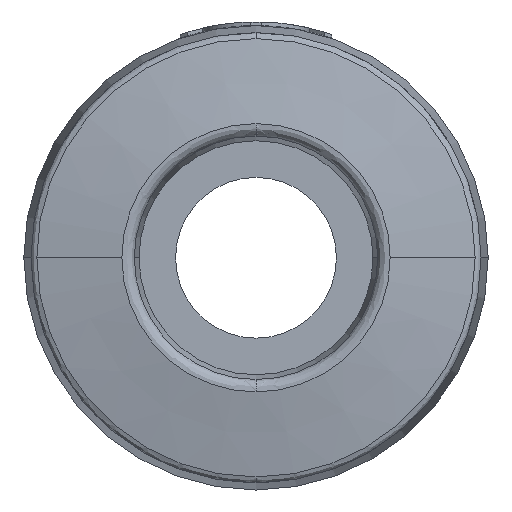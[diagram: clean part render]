
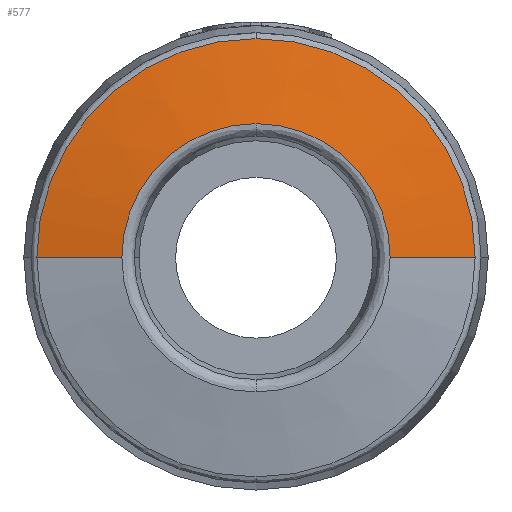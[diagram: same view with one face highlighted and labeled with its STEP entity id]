
A CAD part, left-side view. The second image highlights one B-rep face of the part: STEP entity #577.
In plain terms, the highlighted conical face has half-angle 80 degrees and reference radius 6.135 mm.
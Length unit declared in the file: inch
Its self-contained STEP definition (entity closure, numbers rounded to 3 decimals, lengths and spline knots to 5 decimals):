
#1 = EDGE_LOOP ( 'NONE', ( #4300, #2933, #445, #2023, #1191, #3475 ) ) ;
#79 = EDGE_CURVE ( 'NONE', #866, #3476, #3807, .T. ) ;
#154 = CONICAL_SURFACE ( 'NONE', #3149, 0.24152, 1.396 ) ;
#199 = DIRECTION ( 'NONE',  ( 0.174, 0.985, 0. ) ) ;
#445 = ORIENTED_EDGE ( 'NONE', *, *, #79, .T. ) ;
#512 = CIRCLE ( 'NONE', #3051, 0.14784 ) ;
#516 = CARTESIAN_POINT ( 'NONE',  ( -0.0581, 0.24152, 0. ) ) ;
#566 = CARTESIAN_POINT ( 'NONE',  ( -0.0581, -0.24152, 0. ) ) ;
#577 = ADVANCED_FACE ( 'NONE', ( #728 ), #154, .T. ) ;
#578 = DIRECTION ( 'NONE',  ( 0.174, -0.985, 0. ) ) ;
#706 = VECTOR ( 'NONE', #199, 39.37008 ) ;
#725 = VERTEX_POINT ( 'NONE', #2772 ) ;
#728 = FACE_OUTER_BOUND ( 'NONE', #1, .T. ) ;
#832 = VECTOR ( 'NONE', #578, 39.37008 ) ;
#866 = VERTEX_POINT ( 'NONE', #4047 ) ;
#1191 = ORIENTED_EDGE ( 'NONE', *, *, #2768, .F. ) ;
#1207 = CARTESIAN_POINT ( 'NONE',  ( -0.0581, 0., 0. ) ) ;
#1226 = DIRECTION ( 'NONE',  ( 1., 0., 0. ) ) ;
#1344 = VERTEX_POINT ( 'NONE', #1828 ) ;
#1418 = DIRECTION ( 'NONE',  ( 0., 1., 0. ) ) ;
#1526 = CARTESIAN_POINT ( 'NONE',  ( -0.0581, 0., 0. ) ) ;
#1540 = DIRECTION ( 'NONE',  ( 1., 0., 0. ) ) ;
#1546 = DIRECTION ( 'NONE',  ( 0., 0., -1. ) ) ;
#1600 = DIRECTION ( 'NONE',  ( 1., 0., 0. ) ) ;
#1609 = LINE ( 'NONE', #516, #706 ) ;
#1667 = CARTESIAN_POINT ( 'NONE',  ( -0.07462, 0., 0. ) ) ;
#1761 = VERTEX_POINT ( 'NONE', #2489 ) ;
#1811 = CIRCLE ( 'NONE', #3740, 0.24152 ) ;
#1828 = CARTESIAN_POINT ( 'NONE',  ( -0.0581, 0., 0.24152 ) ) ;
#1899 = EDGE_CURVE ( 'NONE', #1344, #3476, #1811, .T. ) ;
#1998 = DIRECTION ( 'NONE',  ( 0., 1., 0. ) ) ;
#2006 = AXIS2_PLACEMENT_3D ( 'NONE', #1207, #3516, #1546 ) ;
#2009 = CARTESIAN_POINT ( 'NONE',  ( -0.0581, 0.24152, 0. ) ) ;
#2023 = ORIENTED_EDGE ( 'NONE', *, *, #1899, .F. ) ;
#2277 = CARTESIAN_POINT ( 'NONE',  ( -0.0581, -0.24152, 0. ) ) ;
#2400 = EDGE_CURVE ( 'NONE', #1761, #725, #3509, .T. ) ;
#2489 = CARTESIAN_POINT ( 'NONE',  ( -0.07462, 0.14784, 0. ) ) ;
#2598 = CIRCLE ( 'NONE', #2006, 0.24152 ) ;
#2747 = EDGE_CURVE ( 'NONE', #1761, #2983, #1609, .T. ) ;
#2768 = EDGE_CURVE ( 'NONE', #2983, #1344, #2598, .T. ) ;
#2772 = CARTESIAN_POINT ( 'NONE',  ( -0.07462, 0., 0.14784 ) ) ;
#2933 = ORIENTED_EDGE ( 'NONE', *, *, #4040, .T. ) ;
#2983 = VERTEX_POINT ( 'NONE', #2009 ) ;
#3051 = AXIS2_PLACEMENT_3D ( 'NONE', #3199, #1226, #3533 ) ;
#3149 = AXIS2_PLACEMENT_3D ( 'NONE', #1526, #1600, #1418 ) ;
#3199 = CARTESIAN_POINT ( 'NONE',  ( -0.07462, 0., 0. ) ) ;
#3475 = ORIENTED_EDGE ( 'NONE', *, *, #2747, .F. ) ;
#3476 = VERTEX_POINT ( 'NONE', #2277 ) ;
#3507 = CARTESIAN_POINT ( 'NONE',  ( -0.0581, 0., 0. ) ) ;
#3509 = CIRCLE ( 'NONE', #4260, 0.14784 ) ;
#3516 = DIRECTION ( 'NONE',  ( 1., 0., 0. ) ) ;
#3533 = DIRECTION ( 'NONE',  ( 0., 1., 0. ) ) ;
#3740 = AXIS2_PLACEMENT_3D ( 'NONE', #3507, #1540, #3866 ) ;
#3807 = LINE ( 'NONE', #566, #832 ) ;
#3866 = DIRECTION ( 'NONE',  ( 0., 0., -1. ) ) ;
#3983 = DIRECTION ( 'NONE',  ( 1., 0., 0. ) ) ;
#4040 = EDGE_CURVE ( 'NONE', #725, #866, #512, .T. ) ;
#4047 = CARTESIAN_POINT ( 'NONE',  ( -0.07462, -0.14784, 0. ) ) ;
#4260 = AXIS2_PLACEMENT_3D ( 'NONE', #1667, #3983, #1998 ) ;
#4300 = ORIENTED_EDGE ( 'NONE', *, *, #2400, .T. ) ;
